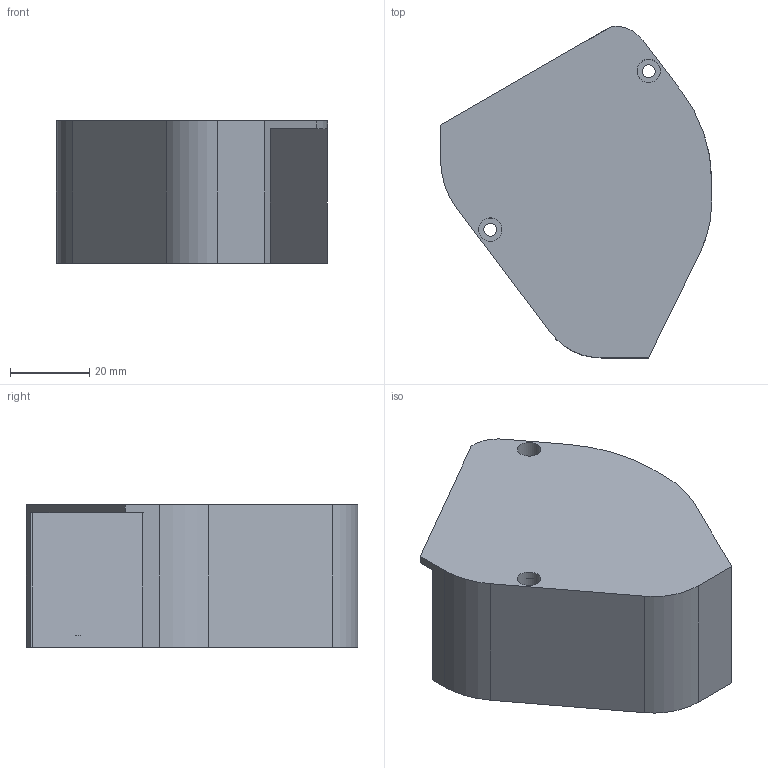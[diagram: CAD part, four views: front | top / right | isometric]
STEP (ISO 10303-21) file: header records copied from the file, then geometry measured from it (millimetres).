
FILE_DESCRIPTION(('FreeCAD Model'),'2;1');
FILE_NAME('Open CASCADE Shape Model','2022-10-07T18:53:22',('Author'),( ''),'Open CASCADE STEP processor 7.5','FreeCAD','Unknown');
FILE_SCHEMA(('AUTOMOTIVE_DESIGN { 1 0 10303 214 1 1 1 1 }'));
Length unit declared in the file: millimetre
Products named in the file (1): Pocket003
Bounding box: 68.39 x 83.7 x 36 mm (x, y, z)
Volume: 28502.6 mm3; surface area: 18484.8 mm2
Topology: 1 solids, 1 shells, 30 faces, 78 edges, 52 vertices
Faces by surface type: plane 17, cylinder 13
Full cylindrical faces by diameter (mm): 3.2 x2, 5.9 x2
Entity records: 2000 total; most frequent: CARTESIAN_POINT 435, DIRECTION 286, ORIENTED_EDGE 156, LINE 156, VECTOR 156, PCURVE 156, DEFINITIONAL_REPRESENTATION 156, EDGE_CURVE 78
